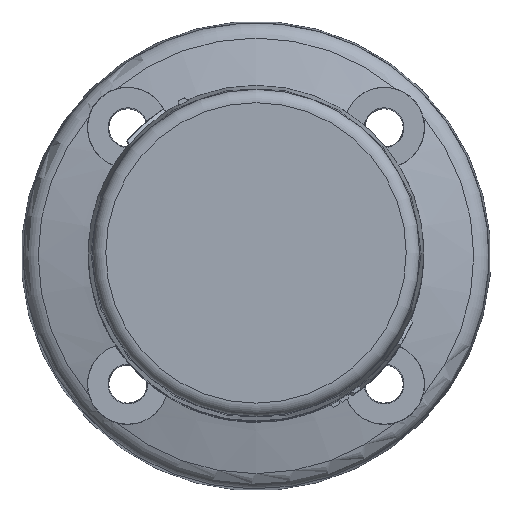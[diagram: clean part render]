
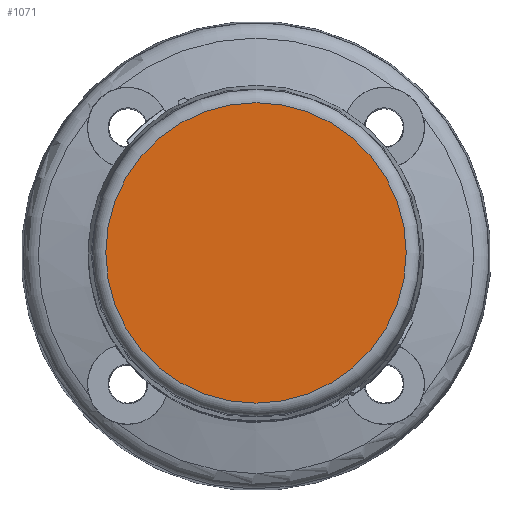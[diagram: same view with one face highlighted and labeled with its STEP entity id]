
A CAD part, top view. The second image highlights one B-rep face of the part: STEP entity #1071.
In plain terms, the highlighted planar face has unit normal (0, 0, 1).
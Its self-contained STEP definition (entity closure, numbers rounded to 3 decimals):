
#725=FACE_OUTER_BOUND('',#1443,.T.);
#940=PLANE('',#3045);
#1071=ADVANCED_FACE('',(#725),#940,.T.);
#1443=EDGE_LOOP('',(#2080));
#2080=ORIENTED_EDGE('',*,*,#2708,.T.);
#2386=VERTEX_POINT('',#5722);
#2708=EDGE_CURVE('',#2386,#2386,#2821,.T.);
#2821=CIRCLE('',#3044,22.381);
#3044=AXIS2_PLACEMENT_3D('',#5721,#3559,#3560);
#3045=AXIS2_PLACEMENT_3D('',#5723,#3561,#3562);
#3559=DIRECTION('',(0.,0.,1.));
#3560=DIRECTION('',(1.,0.,0.));
#3561=DIRECTION('',(0.,0.,1.));
#3562=DIRECTION('',(-1.,0.,0.));
#5721=CARTESIAN_POINT('',(44.,-21.528,254.203));
#5722=CARTESIAN_POINT('',(66.381,-21.528,254.203));
#5723=CARTESIAN_POINT('',(44.,-46.528,254.203));
